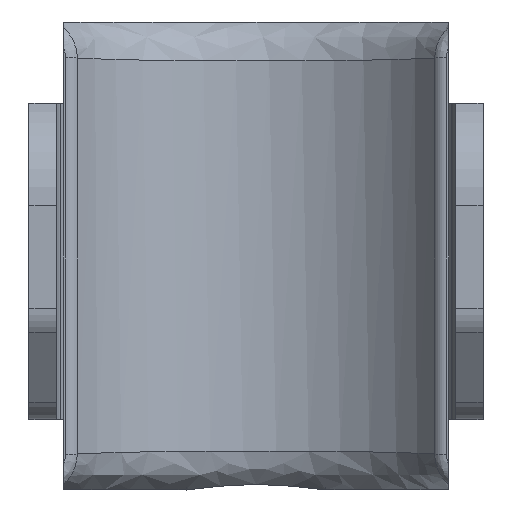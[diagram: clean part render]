
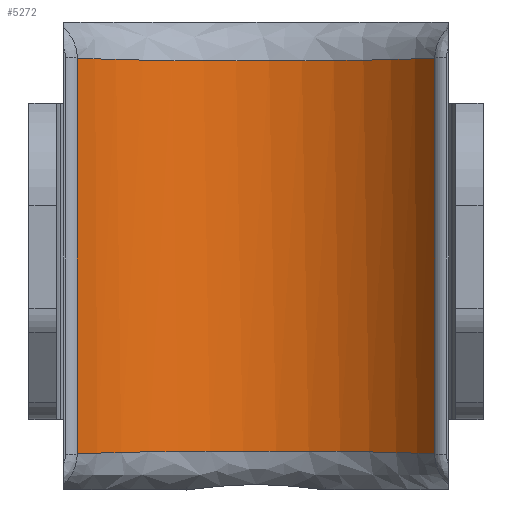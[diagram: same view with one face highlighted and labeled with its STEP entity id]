
A CAD part, front view. The second image highlights one B-rep face of the part: STEP entity #5272.
In plain terms, the highlighted cylindrical face has radius 15.5 mm (diameter 31 mm), a partial arc.
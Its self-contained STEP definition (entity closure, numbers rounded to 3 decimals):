
#1362=DIRECTION('',(0.,0.,-1.));
#1363=VECTOR('',#1362,28.774);
#1364=CARTESIAN_POINT('',(12.991,-7.045,14.387));
#1365=LINE('',#1364,#1363);
#1381=CARTESIAN_POINT('',(-12.991,-7.045,
-14.387));
#1382=CARTESIAN_POINT('',(-12.735,-6.651,
-14.372));
#1383=CARTESIAN_POINT('',(-12.071,-5.727,
-14.339));
#1384=CARTESIAN_POINT('',(-11.095,-4.641,
-14.303));
#1385=CARTESIAN_POINT('',(-10.113,-3.739,
-14.274));
#1386=CARTESIAN_POINT('',(-9.062,-2.894,
-14.249));
#1387=CARTESIAN_POINT('',(-7.671,-1.983,
-14.223));
#1388=CARTESIAN_POINT('',(-6.178,-1.257,
-14.203));
#1389=CARTESIAN_POINT('',(-4.916,-0.789,
-14.191));
#1390=CARTESIAN_POINT('',(-3.634,-0.406,
-14.181));
#1391=CARTESIAN_POINT('',(-2.008,-0.087,
-14.174));
#1392=CARTESIAN_POINT('',(-0.002,0.043,
-14.171));
#1393=CARTESIAN_POINT('',(2.006,-0.086,
-14.174));
#1394=CARTESIAN_POINT('',(3.957,-0.469,
-14.183));
#1395=CARTESIAN_POINT('',(5.879,-1.111,
-14.199));
#1396=CARTESIAN_POINT('',(7.67,-1.982,
-14.223));
#1397=CARTESIAN_POINT('',(9.065,-2.896,
-14.249));
#1398=CARTESIAN_POINT('',(10.114,-3.74,
-14.274));
#1399=CARTESIAN_POINT('',(11.095,-4.641,
-14.303));
#1400=CARTESIAN_POINT('',(12.071,-5.726,
-14.339));
#1401=CARTESIAN_POINT('',(12.735,-6.651,
-14.372));
#1402=CARTESIAN_POINT('',(12.991,-7.045,
-14.387));
#1404=CARTESIAN_POINT('',(12.991,-7.045,14.387));
#1405=CARTESIAN_POINT('',(12.735,-6.651,14.372));
#1406=CARTESIAN_POINT('',(12.071,-5.726,14.339));
#1407=CARTESIAN_POINT('',(11.095,-4.641,14.303));
#1408=CARTESIAN_POINT('',(10.114,-3.74,14.274));
#1409=CARTESIAN_POINT('',(9.065,-2.896,14.249));
#1410=CARTESIAN_POINT('',(7.67,-1.982,14.223));
#1411=CARTESIAN_POINT('',(5.879,-1.111,14.199));
#1412=CARTESIAN_POINT('',(3.957,-0.469,
14.183));
#1413=CARTESIAN_POINT('',(2.006,-0.086,
14.174));
#1414=CARTESIAN_POINT('',(-0.002,0.043,
14.171));
#1415=CARTESIAN_POINT('',(-2.008,-0.087,
14.174));
#1416=CARTESIAN_POINT('',(-3.634,-0.406,
14.181));
#1417=CARTESIAN_POINT('',(-4.916,-0.789,
14.191));
#1418=CARTESIAN_POINT('',(-6.178,-1.257,
14.203));
#1419=CARTESIAN_POINT('',(-7.671,-1.983,
14.223));
#1420=CARTESIAN_POINT('',(-9.062,-2.894,
14.249));
#1421=CARTESIAN_POINT('',(-10.113,-3.739,
14.274));
#1422=CARTESIAN_POINT('',(-11.095,-4.641,
14.303));
#1423=CARTESIAN_POINT('',(-12.071,-5.727,
14.339));
#1424=CARTESIAN_POINT('',(-12.735,-6.651,
14.372));
#1425=CARTESIAN_POINT('',(-12.991,-7.045,
14.387));
#1427=DIRECTION('',(0.,0.,1.));
#1428=VECTOR('',#1427,28.774);
#1429=CARTESIAN_POINT('',(-12.991,-7.045,
-14.387));
#1430=LINE('',#1429,#1428);
#3894=CARTESIAN_POINT('',(-12.991,-7.045,
-14.387));
#3895=VERTEX_POINT('',#3894);
#4083=CARTESIAN_POINT('',(12.991,-7.045,14.387));
#4084=CARTESIAN_POINT('',(12.991,-7.045,
-14.387));
#4085=VERTEX_POINT('',#4083);
#4086=VERTEX_POINT('',#4084);
#4091=CARTESIAN_POINT('',(-12.991,-7.045,
14.387));
#4092=VERTEX_POINT('',#4091);
#5260=CARTESIAN_POINT('',(0.,-15.5,17.));
#5261=DIRECTION('',(0.,0.,-1.));
#5262=DIRECTION('',(-1.,0.,0.));
#5263=AXIS2_PLACEMENT_3D('',#5260,#5261,#5262);
#5264=CYLINDRICAL_SURFACE('',#5263,15.5);
#5265=ORIENTED_EDGE('',*,*,#4892,.F.);
#5267=ORIENTED_EDGE('',*,*,#5266,.T.);
#5268=ORIENTED_EDGE('',*,*,#5076,.F.);
#5269=ORIENTED_EDGE('',*,*,#5184,.T.);
#5270=EDGE_LOOP('',(#5265,#5267,#5268,#5269));
#5271=FACE_OUTER_BOUND('',#5270,.F.);
#5272=ADVANCED_FACE('',(#5271),#5264,.F.);
#1403=B_SPLINE_CURVE_WITH_KNOTS('',3,(#1381,#1382,#1383,#1384,#1385,#1386,#1387,
#1388,#1389,#1390,#1391,#1392,#1393,#1394,#1395,#1396,#1397,#1398,#1399,#1400,
#1401,#1402),.UNSPECIFIED.,.F.,.F.,(4,1,1,1,1,1,1,1,1,1,1,1,1,1,1,1,1,1,1,4),(
0.,0.046,0.11,0.143,0.175,
0.24,0.305,0.338,0.37,
0.435,0.5,0.565,0.63,
0.695,0.76,0.825,0.857,
0.89,0.954,1.),.UNSPECIFIED.);
#1426=B_SPLINE_CURVE_WITH_KNOTS('',3,(#1404,#1405,#1406,#1407,#1408,#1409,#1410,
#1411,#1412,#1413,#1414,#1415,#1416,#1417,#1418,#1419,#1420,#1421,#1422,#1423,
#1424,#1425),.UNSPECIFIED.,.F.,.F.,(4,1,1,1,1,1,1,1,1,1,1,1,1,1,1,1,1,1,1,4),(
0.,0.046,0.11,0.143,0.175,
0.24,0.305,0.37,0.435,
0.5,0.565,0.63,0.662,
0.695,0.76,0.825,0.857,
0.89,0.954,1.),.UNSPECIFIED.);
#4892=EDGE_CURVE('',#3895,#4086,#1403,.T.);
#5076=EDGE_CURVE('',#4085,#4092,#1426,.T.);
#5184=EDGE_CURVE('',#4085,#4086,#1365,.T.);
#5266=EDGE_CURVE('',#3895,#4092,#1430,.T.);
